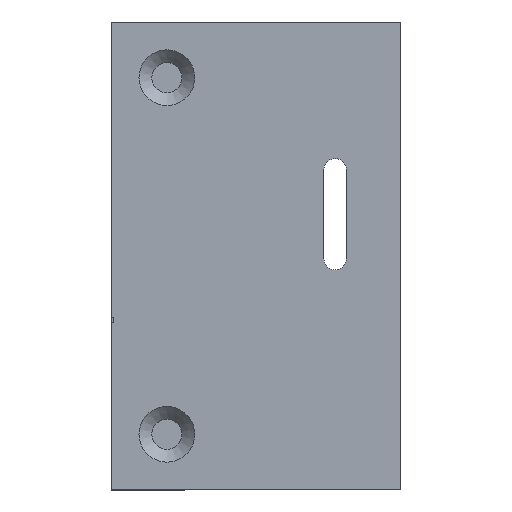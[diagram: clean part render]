
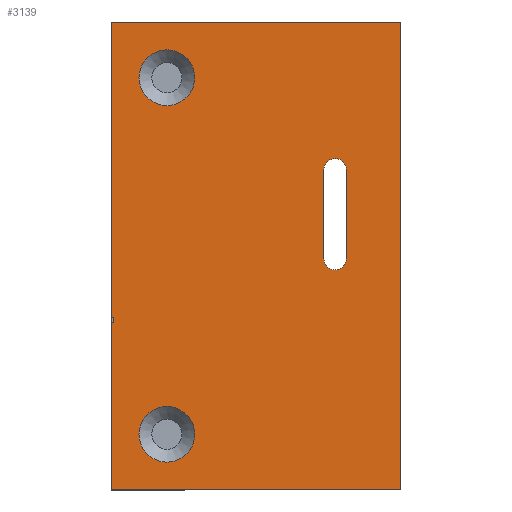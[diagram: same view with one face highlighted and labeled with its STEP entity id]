
A CAD part, left-side view. The second image highlights one B-rep face of the part: STEP entity #3139.
In plain terms, the highlighted planar face has unit normal (-1, 0, 0).
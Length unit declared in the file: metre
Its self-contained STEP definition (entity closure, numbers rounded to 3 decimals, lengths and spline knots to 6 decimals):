
#176=LINE('',#4052,#293);
#179=LINE('',#4681,#296);
#183=LINE('',#4689,#300);
#184=LINE('',#4694,#301);
#185=LINE('',#4701,#302);
#186=LINE('',#4704,#303);
#187=LINE('',#4705,#304);
#188=LINE('',#4707,#305);
#189=LINE('',#4709,#306);
#190=LINE('',#4710,#307);
#293=VECTOR('',#3540,1.);
#296=VECTOR('',#3545,1.);
#300=VECTOR('',#3551,1.);
#301=VECTOR('',#3554,1.);
#302=VECTOR('',#3561,1.);
#303=VECTOR('',#3562,1.);
#304=VECTOR('',#3563,1.);
#305=VECTOR('',#3564,1.);
#306=VECTOR('',#3565,1.);
#307=VECTOR('',#3566,1.);
#786=ORIENTED_EDGE('',*,*,#1722,.F.);
#787=ORIENTED_EDGE('',*,*,#1723,.F.);
#788=ORIENTED_EDGE('',*,*,#1724,.T.);
#789=ORIENTED_EDGE('',*,*,#1725,.F.);
#790=ORIENTED_EDGE('',*,*,#1726,.T.);
#791=ORIENTED_EDGE('',*,*,#1727,.T.);
#792=ORIENTED_EDGE('',*,*,#1728,.F.);
#793=ORIENTED_EDGE('',*,*,#1729,.T.);
#794=ORIENTED_EDGE('',*,*,#1668,.F.);
#795=ORIENTED_EDGE('',*,*,#1730,.F.);
#796=ORIENTED_EDGE('',*,*,#1731,.T.);
#797=ORIENTED_EDGE('',*,*,#1732,.T.);
#798=ORIENTED_EDGE('',*,*,#1718,.F.);
#799=ORIENTED_EDGE('',*,*,#1733,.F.);
#1668=EDGE_CURVE('',#2135,#2133,#176,.T.);
#1718=EDGE_CURVE('',#2185,#2186,#179,.T.);
#1722=EDGE_CURVE('',#2189,#2190,#183,.T.);
#1723=EDGE_CURVE('',#2191,#2189,#2419,.T.);
#1724=EDGE_CURVE('',#2191,#2192,#184,.T.);
#1725=EDGE_CURVE('',#2190,#2192,#2420,.T.);
#1726=EDGE_CURVE('',#2193,#2193,#2421,.T.);
#1727=EDGE_CURVE('',#2194,#2194,#2422,.T.);
#1728=EDGE_CURVE('',#2195,#2196,#185,.T.);
#1729=EDGE_CURVE('',#2195,#2133,#186,.T.);
#1730=EDGE_CURVE('',#2197,#2135,#187,.T.);
#1731=EDGE_CURVE('',#2197,#2198,#188,.T.);
#1732=EDGE_CURVE('',#2198,#2186,#189,.T.);
#1733=EDGE_CURVE('',#2196,#2185,#190,.T.);
#2133=VERTEX_POINT('',#4047);
#2135=VERTEX_POINT('',#4051);
#2185=VERTEX_POINT('',#4680);
#2186=VERTEX_POINT('',#4682);
#2189=VERTEX_POINT('',#4690);
#2190=VERTEX_POINT('',#4691);
#2191=VERTEX_POINT('',#4693);
#2192=VERTEX_POINT('',#4695);
#2193=VERTEX_POINT('',#4698);
#2194=VERTEX_POINT('',#4700);
#2195=VERTEX_POINT('',#4702);
#2196=VERTEX_POINT('',#4703);
#2197=VERTEX_POINT('',#4706);
#2198=VERTEX_POINT('',#4708);
#2419=CIRCLE('',#3361,0.001);
#2420=CIRCLE('',#3362,0.001);
#2421=CIRCLE('',#3363,0.0025);
#2422=CIRCLE('',#3364,0.0025);
#2501=EDGE_LOOP('',(#786,#787,#788,#789));
#2502=EDGE_LOOP('',(#790));
#2503=EDGE_LOOP('',(#791));
#2504=EDGE_LOOP('',(#792,#793,#794,#795,#796,#797,#798,#799));
#2803=FACE_BOUND('',#2501,.T.);
#2804=FACE_BOUND('',#2502,.T.);
#2805=FACE_BOUND('',#2503,.T.);
#2806=FACE_BOUND('',#2504,.T.);
#3082=PLANE('',#3360);
#3139=ADVANCED_FACE('',(#2803,#2804,#2805,#2806),#3082,.T.);
#3360=AXIS2_PLACEMENT_3D('',#4688,#3549,#3550);
#3361=AXIS2_PLACEMENT_3D('',#4692,#3552,#3553);
#3362=AXIS2_PLACEMENT_3D('',#4696,#3555,#3556);
#3363=AXIS2_PLACEMENT_3D('',#4697,#3557,#3558);
#3364=AXIS2_PLACEMENT_3D('',#4699,#3559,#3560);
#3540=DIRECTION('',(0.,0.,1.));
#3545=DIRECTION('',(0.,0.,1.));
#3549=DIRECTION('',(-1.,0.,0.));
#3550=DIRECTION('',(0.,0.,1.));
#3551=DIRECTION('',(0.,0.,1.));
#3552=DIRECTION('',(-1.,0.,0.));
#3553=DIRECTION('',(0.,0.,1.));
#3554=DIRECTION('',(0.,0.,1.));
#3555=DIRECTION('',(-1.,0.,0.));
#3556=DIRECTION('',(0.,0.,1.));
#3557=DIRECTION('',(1.,0.,0.));
#3558=DIRECTION('',(0.,0.,-1.));
#3559=DIRECTION('',(1.,0.,0.));
#3560=DIRECTION('',(0.,0.,-1.));
#3561=DIRECTION('',(0.,0.,1.));
#3562=DIRECTION('',(0.,1.,0.));
#3563=DIRECTION('',(0.,1.,0.));
#3564=DIRECTION('',(0.,0.,1.));
#3565=DIRECTION('',(0.,1.,0.));
#3566=DIRECTION('',(0.,1.,0.));
#4047=CARTESIAN_POINT('',(-0.0525,0.187,0.015));
#4051=CARTESIAN_POINT('',(-0.0525,0.187,0.));
#4052=CARTESIAN_POINT('',(-0.0525,0.187,0.021));
#4680=CARTESIAN_POINT('',(-0.0525,0.187,0.0155));
#4681=CARTESIAN_POINT('',(-0.0525,0.187,0.021));
#4682=CARTESIAN_POINT('',(-0.0525,0.187,0.042));
#4688=CARTESIAN_POINT('',(-0.0525,0.161,0.021));
#4689=CARTESIAN_POINT('',(-0.0525,0.1659,0.021));
#4690=CARTESIAN_POINT('',(-0.0525,0.1659,0.02075));
#4691=CARTESIAN_POINT('',(-0.0525,0.1659,0.02875));
#4692=CARTESIAN_POINT('',(-0.0525,0.1669,0.02075));
#4693=CARTESIAN_POINT('',(-0.0525,0.1679,0.02075));
#4694=CARTESIAN_POINT('',(-0.0525,0.1679,0.021));
#4695=CARTESIAN_POINT('',(-0.0525,0.1679,0.02875));
#4696=CARTESIAN_POINT('',(-0.0525,0.1669,0.02875));
#4697=CARTESIAN_POINT('',(-0.0525,0.182,0.037));
#4698=CARTESIAN_POINT('',(-0.0525,0.182,0.0345));
#4699=CARTESIAN_POINT('',(-0.0525,0.182,0.005));
#4700=CARTESIAN_POINT('',(-0.0525,0.182,0.0025));
#4701=CARTESIAN_POINT('',(-0.0525,0.1868,0.021));
#4702=CARTESIAN_POINT('',(-0.0525,0.1868,0.015));
#4703=CARTESIAN_POINT('',(-0.0525,0.1868,0.0155));
#4704=CARTESIAN_POINT('',(-0.0525,0.1868,0.015));
#4705=CARTESIAN_POINT('',(-0.0525,0.161,0.));
#4706=CARTESIAN_POINT('',(-0.0525,0.161,0.));
#4707=CARTESIAN_POINT('',(-0.0525,0.161,0.021));
#4708=CARTESIAN_POINT('',(-0.0525,0.161,0.042));
#4709=CARTESIAN_POINT('',(-0.0525,0.161,0.042));
#4710=CARTESIAN_POINT('',(-0.0525,0.1868,0.0155));
